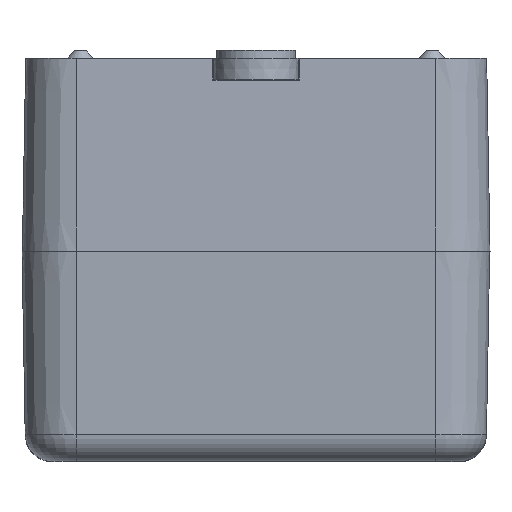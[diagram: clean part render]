
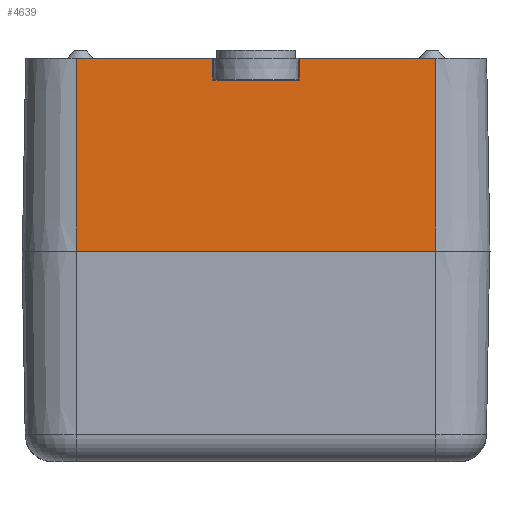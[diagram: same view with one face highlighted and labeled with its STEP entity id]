
A CAD part, top view. The second image highlights one B-rep face of the part: STEP entity #4639.
In plain terms, the highlighted face is planar.
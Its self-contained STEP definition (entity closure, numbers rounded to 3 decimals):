
#801 = EDGE_LOOP ( 'NONE', ( #14936, #14739, #15413, #8741, #4276, #7590, #3832, #16940 ) ) ;
#1672 = CARTESIAN_POINT ( 'NONE',  ( 7.416, -43.212, 0.709 ) ) ;
#1780 = CARTESIAN_POINT ( 'NONE',  ( -33.2, -42.648, -31.6 ) ) ;
#1858 = EDGE_CURVE ( 'NONE', #11156, #5384, #5317, .T. ) ;
#2538 = LINE ( 'NONE', #1780, #11919 ) ;
#3122 = DIRECTION ( 'NONE',  ( 1., 0., 0. ) ) ;
#3188 = CARTESIAN_POINT ( 'NONE',  ( 8.05, -42.579, -35.6 ) ) ;
#3324 = LINE ( 'NONE', #7812, #12476 ) ;
#3355 = VERTEX_POINT ( 'NONE', #7375 ) ;
#3445 = CARTESIAN_POINT ( 'NONE',  ( -33.2, -43.2, 0. ) ) ;
#3448 = AXIS2_PLACEMENT_3D ( 'NONE', #3445, #9742, #13734 ) ;
#3484 = VECTOR ( 'NONE', #15890, 1000. ) ;
#3832 = ORIENTED_EDGE ( 'NONE', *, *, #8801, .T. ) ;
#3884 = VECTOR ( 'NONE', #13751, 1000. ) ;
#3920 = LINE ( 'NONE', #6518, #5292 ) ;
#4222 = LINE ( 'NONE', #18282, #14962 ) ;
#4276 = ORIENTED_EDGE ( 'NONE', *, *, #12530, .T. ) ;
#4639 = ADVANCED_FACE ( 'NONE', ( #12425 ), #7487, .T. ) ;
#4846 = EDGE_CURVE ( 'NONE', #5005, #11156, #10158, .T. ) ;
#4849 = VECTOR ( 'NONE', #15972, 1000. ) ;
#5005 = VERTEX_POINT ( 'NONE', #3188 ) ;
#5292 = VECTOR ( 'NONE', #18200, 1000. ) ;
#5317 = LINE ( 'NONE', #11528, #4849 ) ;
#5384 = VERTEX_POINT ( 'NONE', #17614 ) ;
#5654 = CARTESIAN_POINT ( 'NONE',  ( 33.2, -42.579, -35.6 ) ) ;
#6084 = VERTEX_POINT ( 'NONE', #16490 ) ;
#6297 = VERTEX_POINT ( 'NONE', #9548 ) ;
#6518 = CARTESIAN_POINT ( 'NONE',  ( -33.2, -42.579, -35.6 ) ) ;
#6626 = EDGE_CURVE ( 'NONE', #14992, #6297, #2538, .T. ) ;
#6730 = DIRECTION ( 'NONE',  ( 1., 0., 0. ) ) ;
#6743 = EDGE_CURVE ( 'NONE', #13339, #6084, #3920, .T. ) ;
#6955 = VECTOR ( 'NONE', #16218, 1000. ) ;
#6982 = CARTESIAN_POINT ( 'NONE',  ( -33.2, -42.579, -35.6 ) ) ;
#7114 = LINE ( 'NONE', #1672, #3884 ) ;
#7375 = CARTESIAN_POINT ( 'NONE',  ( -33.2, -43.2, 0. ) ) ;
#7487 = PLANE ( 'NONE',  #3448 ) ;
#7590 = ORIENTED_EDGE ( 'NONE', *, *, #6626, .T. ) ;
#7812 = CARTESIAN_POINT ( 'NONE',  ( -7.436, -43.192, -0.45 ) ) ;
#8741 = ORIENTED_EDGE ( 'NONE', *, *, #6743, .T. ) ;
#8801 = EDGE_CURVE ( 'NONE', #6297, #5005, #7114, .T. ) ;
#9548 = CARTESIAN_POINT ( 'NONE',  ( 7.98, -42.648, -31.6 ) ) ;
#9609 = CARTESIAN_POINT ( 'NONE',  ( -33.2, -42.579, -35.6 ) ) ;
#9742 = DIRECTION ( 'NONE',  ( 0., -1., -0.017 ) ) ;
#10158 = LINE ( 'NONE', #6982, #6955 ) ;
#10577 = LINE ( 'NONE', #14475, #3484 ) ;
#11156 = VERTEX_POINT ( 'NONE', #5654 ) ;
#11528 = CARTESIAN_POINT ( 'NONE',  ( 33.2, -43.2, 0. ) ) ;
#11919 = VECTOR ( 'NONE', #3122, 1000. ) ;
#12425 = FACE_OUTER_BOUND ( 'NONE', #801, .T. ) ;
#12476 = VECTOR ( 'NONE', #16842, 1000. ) ;
#12530 = EDGE_CURVE ( 'NONE', #6084, #14992, #3324, .T. ) ;
#13270 = CARTESIAN_POINT ( 'NONE',  ( -7.98, -42.648, -31.6 ) ) ;
#13334 = EDGE_CURVE ( 'NONE', #3355, #5384, #4222, .T. ) ;
#13339 = VERTEX_POINT ( 'NONE', #9609 ) ;
#13734 = DIRECTION ( 'NONE',  ( 0., 0.017, -1. ) ) ;
#13751 = DIRECTION ( 'NONE',  ( 0.017, 0.017, -1. ) ) ;
#14475 = CARTESIAN_POINT ( 'NONE',  ( -33.2, -43.2, 0. ) ) ;
#14739 = ORIENTED_EDGE ( 'NONE', *, *, #13334, .F. ) ;
#14893 = EDGE_CURVE ( 'NONE', #13339, #3355, #10577, .T. ) ;
#14936 = ORIENTED_EDGE ( 'NONE', *, *, #1858, .T. ) ;
#14962 = VECTOR ( 'NONE', #6730, 1000. ) ;
#14992 = VERTEX_POINT ( 'NONE', #13270 ) ;
#15413 = ORIENTED_EDGE ( 'NONE', *, *, #14893, .F. ) ;
#15890 = DIRECTION ( 'NONE',  ( 0., -0.017, 1. ) ) ;
#15972 = DIRECTION ( 'NONE',  ( 0., -0.017, 1. ) ) ;
#16218 = DIRECTION ( 'NONE',  ( 1., 0., 0. ) ) ;
#16490 = CARTESIAN_POINT ( 'NONE',  ( -8.05, -42.579, -35.6 ) ) ;
#16842 = DIRECTION ( 'NONE',  ( 0.017, -0.017, 1. ) ) ;
#16940 = ORIENTED_EDGE ( 'NONE', *, *, #4846, .T. ) ;
#17614 = CARTESIAN_POINT ( 'NONE',  ( 33.2, -43.2, 0. ) ) ;
#18200 = DIRECTION ( 'NONE',  ( 1., 0., 0. ) ) ;
#18282 = CARTESIAN_POINT ( 'NONE',  ( -33.2, -43.2, 0. ) ) ;
